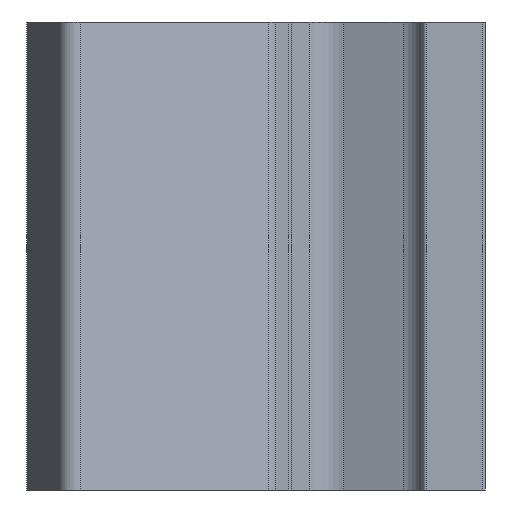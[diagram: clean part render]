
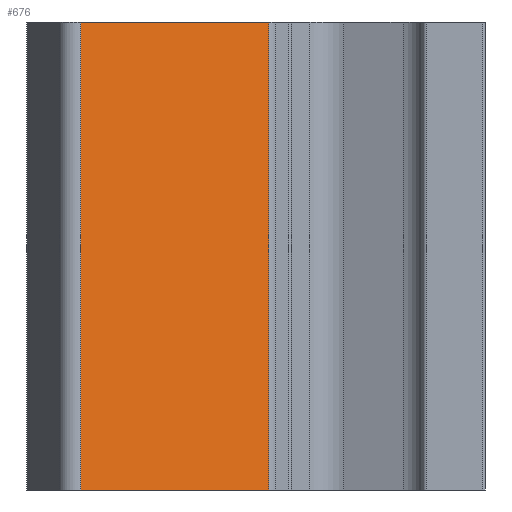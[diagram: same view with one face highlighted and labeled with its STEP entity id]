
A CAD part, front view. The second image highlights one B-rep face of the part: STEP entity #676.
In plain terms, the highlighted planar face has unit normal (0.434, -0.901, 0).
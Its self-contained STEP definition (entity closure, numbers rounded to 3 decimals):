
#24=PLANE('',#747);
#54=FACE_OUTER_BOUND('',#91,.T.);
#91=EDGE_LOOP('',(#506,#507,#508,#509));
#138=LINE('',#1057,#211);
#139=LINE('',#1060,#212);
#140=LINE('',#1062,#213);
#141=LINE('',#1063,#214);
#211=VECTOR('',#862,10.);
#212=VECTOR('',#865,10.);
#213=VECTOR('',#866,10.);
#214=VECTOR('',#867,10.);
#313=VERTEX_POINT('',#1053);
#314=VERTEX_POINT('',#1055);
#315=VERTEX_POINT('',#1059);
#316=VERTEX_POINT('',#1061);
#392=EDGE_CURVE('',#313,#314,#138,.T.);
#393=EDGE_CURVE('',#315,#313,#139,.T.);
#394=EDGE_CURVE('',#316,#314,#140,.T.);
#395=EDGE_CURVE('',#315,#316,#141,.T.);
#506=ORIENTED_EDGE('',*,*,#393,.T.);
#507=ORIENTED_EDGE('',*,*,#392,.T.);
#508=ORIENTED_EDGE('',*,*,#394,.F.);
#509=ORIENTED_EDGE('',*,*,#395,.F.);
#676=ADVANCED_FACE('',(#54),#24,.T.);
#747=AXIS2_PLACEMENT_3D('',#1058,#863,#864);
#862=DIRECTION('',(0.,0.,1.));
#863=DIRECTION('center_axis',(0.434,-0.901,0.));
#864=DIRECTION('ref_axis',(0.901,0.434,0.));
#865=DIRECTION('',(0.901,0.434,0.));
#866=DIRECTION('',(0.901,0.434,0.));
#867=DIRECTION('',(0.,0.,1.));
#1053=CARTESIAN_POINT('',(108.33,239.546,0.));
#1055=CARTESIAN_POINT('',(108.33,239.546,30.));
#1057=CARTESIAN_POINT('',(108.33,239.546,0.));
#1058=CARTESIAN_POINT('Origin',(96.274,233.742,0.));
#1059=CARTESIAN_POINT('',(96.274,233.742,0.));
#1060=CARTESIAN_POINT('',(96.274,233.742,0.));
#1061=CARTESIAN_POINT('',(96.274,233.742,30.));
#1062=CARTESIAN_POINT('',(96.274,233.742,30.));
#1063=CARTESIAN_POINT('',(96.274,233.742,0.));
